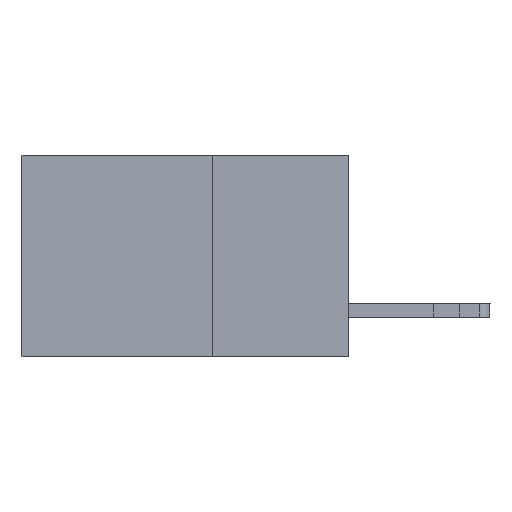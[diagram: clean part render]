
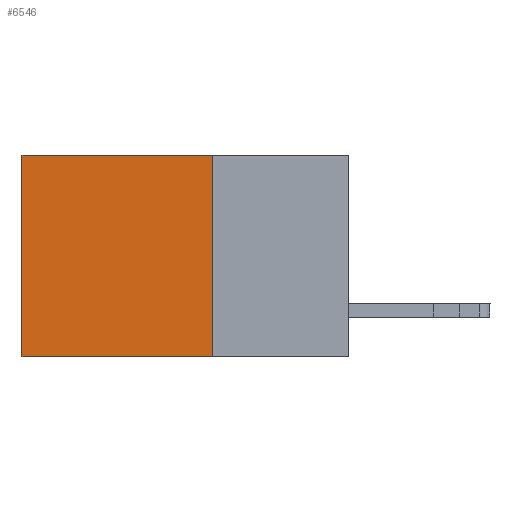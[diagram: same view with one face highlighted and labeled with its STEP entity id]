
A CAD part, left-side view. The second image highlights one B-rep face of the part: STEP entity #6546.
In plain terms, the highlighted planar face has unit normal (-1, 0, 0).
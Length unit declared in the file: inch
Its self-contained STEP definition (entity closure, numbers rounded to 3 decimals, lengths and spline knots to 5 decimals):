
#41 = DIRECTION ( 'NONE',  ( 0., 1., 0. ) ) ;
#1325 = ORIENTED_EDGE ( 'NONE', *, *, #14064, .T. ) ;
#1345 = DIRECTION ( 'NONE',  ( 1., 0., 0. ) ) ;
#1566 = CARTESIAN_POINT ( 'NONE',  ( 0.2615, 0.25, 0. ) ) ;
#1642 = VERTEX_POINT ( 'NONE', #13180 ) ;
#1678 = VERTEX_POINT ( 'NONE', #11640 ) ;
#1700 = CARTESIAN_POINT ( 'NONE',  ( 0.2615, 0.25, -0.37 ) ) ;
#1860 = AXIS2_PLACEMENT_3D ( 'NONE', #10057, #1345, #16046 ) ;
#2019 = VECTOR ( 'NONE', #15975, 39.37008 ) ;
#2663 = ORIENTED_EDGE ( 'NONE', *, *, #8482, .T. ) ;
#3602 = EDGE_CURVE ( 'NONE', #1678, #1642, #4530, .T. ) ;
#4178 = PLANE ( 'NONE',  #1860 ) ;
#4530 = LINE ( 'NONE', #1700, #5543 ) ;
#4612 = CARTESIAN_POINT ( 'NONE',  ( 0.2615, 0.6, -0.37 ) ) ;
#5543 = VECTOR ( 'NONE', #10418, 39.37008 ) ;
#5755 = CARTESIAN_POINT ( 'NONE',  ( 0.2615, 0.25, -0.37 ) ) ;
#6546 = ADVANCED_FACE ( 'NONE', ( #17424 ), #4178, .F. ) ;
#6982 = CARTESIAN_POINT ( 'NONE',  ( 0.2615, 0.6, 0. ) ) ;
#7467 = LINE ( 'NONE', #5755, #2019 ) ;
#7798 = DIRECTION ( 'NONE',  ( 0., 0., -1. ) ) ;
#8482 = EDGE_CURVE ( 'NONE', #1678, #18434, #8818, .T. ) ;
#8818 = LINE ( 'NONE', #1566, #11552 ) ;
#9464 = VECTOR ( 'NONE', #7798, 39.37008 ) ;
#9564 = VERTEX_POINT ( 'NONE', #15039 ) ;
#10057 = CARTESIAN_POINT ( 'NONE',  ( 0.2615, 0.25, -0.37 ) ) ;
#10418 = DIRECTION ( 'NONE',  ( 0., 0., -1. ) ) ;
#11552 = VECTOR ( 'NONE', #41, 39.37008 ) ;
#11640 = CARTESIAN_POINT ( 'NONE',  ( 0.2615, 0.25, 0. ) ) ;
#12388 = EDGE_LOOP ( 'NONE', ( #1325, #12543, #16220, #2663 ) ) ;
#12543 = ORIENTED_EDGE ( 'NONE', *, *, #13076, .F. ) ;
#13076 = EDGE_CURVE ( 'NONE', #1642, #9564, #7467, .T. ) ;
#13180 = CARTESIAN_POINT ( 'NONE',  ( 0.2615, 0.25, -0.37 ) ) ;
#14064 = EDGE_CURVE ( 'NONE', #18434, #9564, #16485, .T. ) ;
#15039 = CARTESIAN_POINT ( 'NONE',  ( 0.2615, 0.6, -0.37 ) ) ;
#15975 = DIRECTION ( 'NONE',  ( 0., 1., 0. ) ) ;
#16046 = DIRECTION ( 'NONE',  ( 0., 0., -1. ) ) ;
#16220 = ORIENTED_EDGE ( 'NONE', *, *, #3602, .F. ) ;
#16485 = LINE ( 'NONE', #4612, #9464 ) ;
#17424 = FACE_OUTER_BOUND ( 'NONE', #12388, .T. ) ;
#18434 = VERTEX_POINT ( 'NONE', #6982 ) ;
